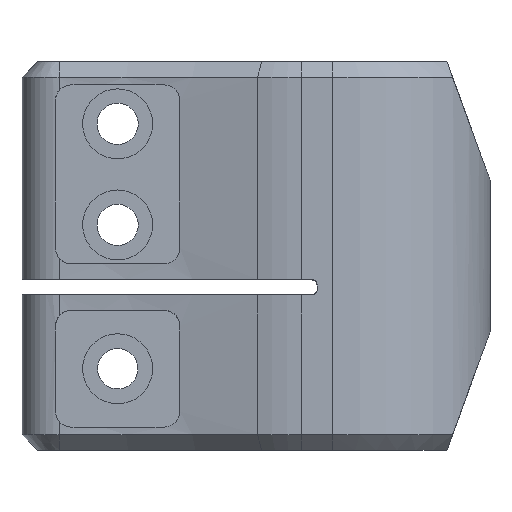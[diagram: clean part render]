
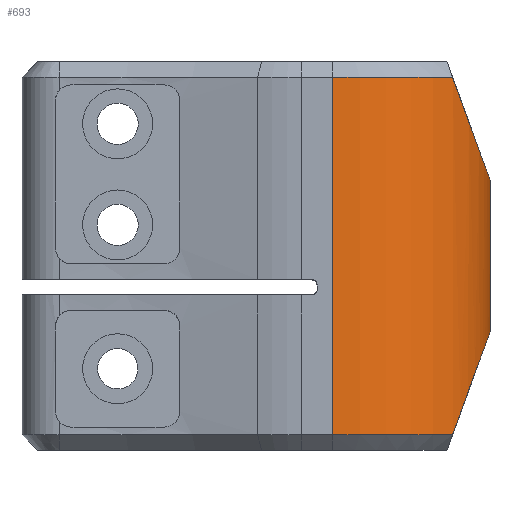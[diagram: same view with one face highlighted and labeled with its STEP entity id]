
A CAD part, front view. The second image highlights one B-rep face of the part: STEP entity #693.
In plain terms, the highlighted cylindrical face has radius 20.2 mm (diameter 40.4 mm), a partial arc.
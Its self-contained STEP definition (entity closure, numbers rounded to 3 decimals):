
#46 = VERTEX_POINT ( 'NONE', #2683 ) ;
#63 = DIRECTION ( 'NONE',  ( 0., 0., -1. ) ) ;
#178 = VERTEX_POINT ( 'NONE', #1883 ) ;
#208 = CARTESIAN_POINT ( 'NONE',  ( 24.112, 5.192, 20.5 ) ) ;
#219 = CARTESIAN_POINT ( 'NONE',  ( 2., -20.2, 50. ) ) ;
#233 = CARTESIAN_POINT ( 'NONE',  ( 2., 0., 48. ) ) ;
#268 = ORIENTED_EDGE ( 'NONE', *, *, #2626, .F. ) ;
#297 = DIRECTION ( 'NONE',  ( 0., 0., 1. ) ) ;
#339 = CARTESIAN_POINT ( 'NONE',  ( 24.112, -5.192, 29.5 ) ) ;
#373 = ORIENTED_EDGE ( 'NONE', *, *, #1263, .T. ) ;
#377 = DIRECTION ( 'NONE',  ( -1., 0., 0. ) ) ;
#380 = CARTESIAN_POINT ( 'NONE',  ( 2., 0., 2. ) ) ;
#669 = VERTEX_POINT ( 'NONE', #3228 ) ;
#693 = ADVANCED_FACE ( 'NONE', ( #3261 ), #850, .T. ) ;
#695 = DIRECTION ( 'NONE',  ( 0., 0., 1. ) ) ;
#750 = EDGE_CURVE ( 'NONE', #46, #2279, #3248, .T. ) ;
#850 = CYLINDRICAL_SURFACE ( 'NONE', #2543, 20.2 ) ;
#860 = CARTESIAN_POINT ( 'NONE',  ( 17.378, -13.098, 48. ) ) ;
#864 = CARTESIAN_POINT ( 'NONE',  ( 2., 0., 50. ) ) ;
#1009 = CARTESIAN_POINT ( 'NONE',  ( 17.378, -13.098, 2. ) ) ;
#1031 = ORIENTED_EDGE ( 'NONE', *, *, #750, .F. ) ;
#1062 = VERTEX_POINT ( 'NONE', #2551 ) ;
#1263 = EDGE_CURVE ( 'NONE', #46, #178, #2713, .T. ) ;
#1337 = AXIS2_PLACEMENT_3D ( 'NONE', #380, #695, #2784 ) ;
#1344 = DIRECTION ( 'NONE',  ( 0., 0., -1. ) ) ;
#1387 = ORIENTED_EDGE ( 'NONE', *, *, #2590, .F. ) ;
#1389 = VERTEX_POINT ( 'NONE', #1464 ) ;
#1405 = CARTESIAN_POINT ( 'NONE',  ( 17.378, 13.098, 48. ) ) ;
#1420 = CARTESIAN_POINT ( 'NONE',  ( 24.112, 5.192, 29.5 ) ) ;
#1464 = CARTESIAN_POINT ( 'NONE',  ( 2., -20.2, 2. ) ) ;
#1475 = VERTEX_POINT ( 'NONE', #1943 ) ;
#1491 = AXIS2_PLACEMENT_3D ( 'NONE', #233, #1344, #2414 ) ;
#1519 = ORIENTED_EDGE ( 'NONE', *, *, #2885, .T. ) ;
#1535 =( BOUNDED_CURVE ( )  B_SPLINE_CURVE ( 3, ( #3408, #208, #3178, #1009 ),
 .UNSPECIFIED., .F., .F. ) 
 B_SPLINE_CURVE_WITH_KNOTS ( ( 4, 4 ),
 ( 2.436, 3.847 ),
 .UNSPECIFIED. ) 
 CURVE ( )  GEOMETRIC_REPRESENTATION_ITEM ( )  RATIONAL_B_SPLINE_CURVE ( ( 1., 0.841, 0.841, 1. ) ) 
 REPRESENTATION_ITEM ( '' )  );
#1561 = ORIENTED_EDGE ( 'NONE', *, *, #2300, .T. ) ;
#1675 = CARTESIAN_POINT ( 'NONE',  ( 17.378, -13.098, 48. ) ) ;
#1685 = CARTESIAN_POINT ( 'NONE',  ( 2., 20.2, 50. ) ) ;
#1719 = DIRECTION ( 'NONE',  ( 1., 0., 0. ) ) ;
#1838 = ORIENTED_EDGE ( 'NONE', *, *, #2023, .T. ) ;
#1883 = CARTESIAN_POINT ( 'NONE',  ( 17.378, 13.098, 48. ) ) ;
#1884 =( BOUNDED_CURVE ( )  B_SPLINE_CURVE ( 3, ( #1675, #339, #1420, #1405 ),
 .UNSPECIFIED., .F., .T. ) 
 B_SPLINE_CURVE_WITH_KNOTS ( ( 4, 4 ),
 ( 5.578, 6.989 ),
 .UNSPECIFIED. ) 
 CURVE ( )  GEOMETRIC_REPRESENTATION_ITEM ( )  RATIONAL_B_SPLINE_CURVE ( ( 1., 0.841, 0.841, 1. ) ) 
 REPRESENTATION_ITEM ( '' )  );
#1943 = CARTESIAN_POINT ( 'NONE',  ( 17.378, 13.098, 2. ) ) ;
#1947 = DIRECTION ( 'NONE',  ( 0., 0., -1. ) ) ;
#1959 = CARTESIAN_POINT ( 'NONE',  ( 2., 20.2, 2. ) ) ;
#2023 = EDGE_CURVE ( 'NONE', #1062, #1389, #2090, .T. ) ;
#2065 = AXIS2_PLACEMENT_3D ( 'NONE', #2156, #297, #3245 ) ;
#2090 = LINE ( 'NONE', #219, #2424 ) ;
#2156 = CARTESIAN_POINT ( 'NONE',  ( 2., 0., 2. ) ) ;
#2214 = CIRCLE ( 'NONE', #1337, 20.2 ) ;
#2279 = VERTEX_POINT ( 'NONE', #1959 ) ;
#2300 = EDGE_CURVE ( 'NONE', #3452, #1062, #2952, .T. ) ;
#2414 = DIRECTION ( 'NONE',  ( 1., 0., 0. ) ) ;
#2424 = VECTOR ( 'NONE', #2898, 1000. ) ;
#2449 = CIRCLE ( 'NONE', #2065, 20.2 ) ;
#2461 = CARTESIAN_POINT ( 'NONE',  ( 2., 0., 48. ) ) ;
#2543 = AXIS2_PLACEMENT_3D ( 'NONE', #864, #2707, #377 ) ;
#2551 = CARTESIAN_POINT ( 'NONE',  ( 2., -20.2, 48. ) ) ;
#2590 = EDGE_CURVE ( 'NONE', #3452, #178, #1884, .T. ) ;
#2626 = EDGE_CURVE ( 'NONE', #1475, #669, #1535, .T. ) ;
#2683 = CARTESIAN_POINT ( 'NONE',  ( 2., 20.2, 48. ) ) ;
#2707 = DIRECTION ( 'NONE',  ( 0., 0., -1. ) ) ;
#2711 = ORIENTED_EDGE ( 'NONE', *, *, #3255, .T. ) ;
#2713 = CIRCLE ( 'NONE', #1491, 20.2 ) ;
#2784 = DIRECTION ( 'NONE',  ( 1., 0., 0. ) ) ;
#2885 = EDGE_CURVE ( 'NONE', #1389, #669, #2214, .T. ) ;
#2898 = DIRECTION ( 'NONE',  ( 0., 0., -1. ) ) ;
#2952 = CIRCLE ( 'NONE', #3267, 20.2 ) ;
#3122 = VECTOR ( 'NONE', #1947, 1000. ) ;
#3132 = EDGE_LOOP ( 'NONE', ( #268, #2711, #1031, #373, #1387, #1561, #1838, #1519 ) ) ;
#3178 = CARTESIAN_POINT ( 'NONE',  ( 24.112, -5.192, 20.5 ) ) ;
#3228 = CARTESIAN_POINT ( 'NONE',  ( 17.378, -13.098, 2. ) ) ;
#3245 = DIRECTION ( 'NONE',  ( 1., 0., 0. ) ) ;
#3248 = LINE ( 'NONE', #1685, #3122 ) ;
#3255 = EDGE_CURVE ( 'NONE', #1475, #2279, #2449, .T. ) ;
#3261 = FACE_OUTER_BOUND ( 'NONE', #3132, .T. ) ;
#3267 = AXIS2_PLACEMENT_3D ( 'NONE', #2461, #63, #1719 ) ;
#3408 = CARTESIAN_POINT ( 'NONE',  ( 17.378, 13.098, 2. ) ) ;
#3452 = VERTEX_POINT ( 'NONE', #860 ) ;
